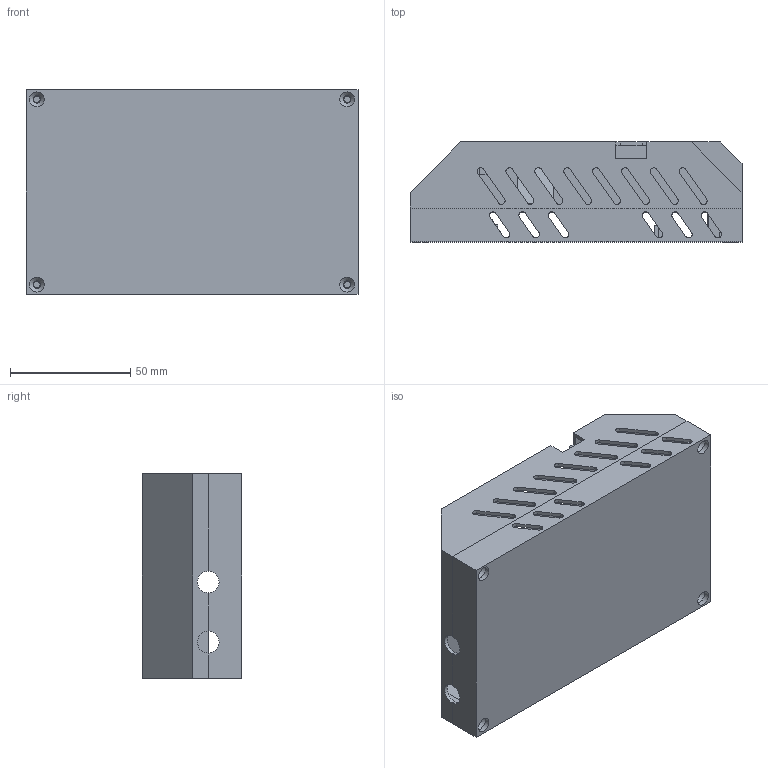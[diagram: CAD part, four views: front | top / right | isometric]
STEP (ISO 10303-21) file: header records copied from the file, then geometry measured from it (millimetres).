
FILE_DESCRIPTION(/* description */ ('','CAx-IF Rec.Pracs.---Representation and Presentation of Product Manufacturing Information (PMI)---4.0---2014-10-13'),/* implementation_level */ '2;1');
FILE_NAME(/* name */ 'Arduino_Spot_Welder_V4_Case.step',/* time_stamp */ '2025-01-21T14:38:09+01:00',/* author */ (''),/* organization */ (''),/* preprocessor_version */ 'ST-DEVELOPER v20',/* originating_system */ 'Autodesk Translation Framework v13.20.0.188',/* authorisation */ '');
FILE_SCHEMA (('AP242_MANAGED_MODEL_BASED_3D_ENGINEERING_MIM_LF { 1 0 10303 442 1 1 4 }'));
Length unit declared in the file: millimetre
Products named in the file (1): Arduino_Spot_Welder_V4_Case
Bounding box: 138 x 41.5 x 85 mm (x, y, z)
Volume: 68087 mm3; surface area: 81213.2 mm2
Topology: 3 solids, 3 shells, 377 faces, 1078 edges, 712 vertices
Faces by surface type: plane 293, cylinder 80, cone 4
Full cylindrical faces by diameter (mm): 2.7 x4, 3.2 x4, 3.3 x2, 5.2 x2, 6.2 x4, 11 x1, 29 x1
Entity records: 12388 total; most frequent: CARTESIAN_POINT 2168, ORIENTED_EDGE 2156, DIRECTION 2003, EDGE_CURVE 1078, LINE 909, VECTOR 909, VERTEX_POINT 712, AXIS2_PLACEMENT_3D 547
